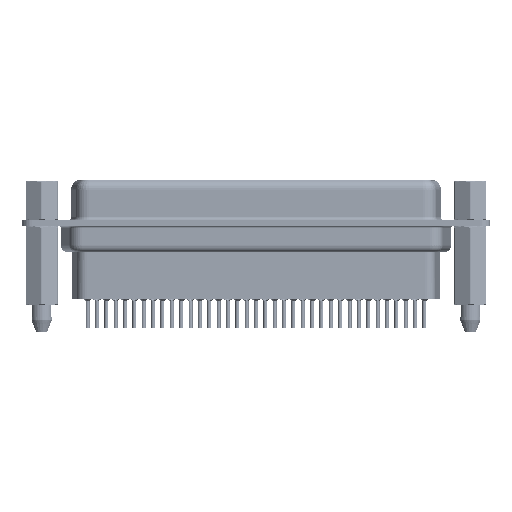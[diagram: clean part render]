
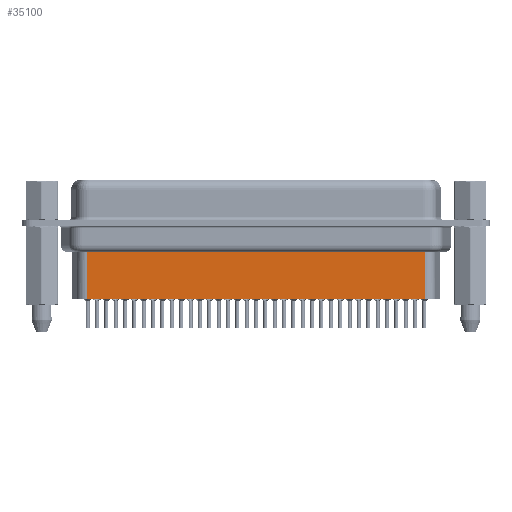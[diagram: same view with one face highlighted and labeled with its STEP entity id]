
A CAD part, front view. The second image highlights one B-rep face of the part: STEP entity #35100.
In plain terms, the highlighted planar face has unit normal (0, -1, 0).
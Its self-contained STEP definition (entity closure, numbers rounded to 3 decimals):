
#504 = CARTESIAN_POINT ( 'NONE',  ( 6.706, -3.5, -11.15 ) ) ;
#1161 = LINE ( 'NONE', #4315, #33025 ) ;
#1780 = LINE ( 'NONE', #19424, #7264 ) ;
#1988 = ORIENTED_EDGE ( 'NONE', *, *, #9377, .F. ) ;
#2702 = VERTEX_POINT ( 'NONE', #30083 ) ;
#2959 = AXIS2_PLACEMENT_3D ( 'NONE', #18122, #12433, #38611 ) ;
#4315 = CARTESIAN_POINT ( 'NONE',  ( 56.794, -3.5, -3.1 ) ) ;
#5330 = DIRECTION ( 'NONE',  ( -1., 0., 0. ) ) ;
#6188 = EDGE_LOOP ( 'NONE', ( #1988, #29839, #22889, #37118 ) ) ;
#6607 = VERTEX_POINT ( 'NONE', #20034 ) ;
#7264 = VECTOR ( 'NONE', #21968, 1000. ) ;
#8220 = CARTESIAN_POINT ( 'NONE',  ( 56.794, -3.5, -4.097 ) ) ;
#9377 = EDGE_CURVE ( 'NONE', #27242, #6607, #1161, .T. ) ;
#9811 = DIRECTION ( 'NONE',  ( -1., 0., 0. ) ) ;
#11430 = EDGE_CURVE ( 'NONE', #6607, #17331, #14121, .T. ) ;
#12168 = CARTESIAN_POINT ( 'NONE',  ( 6.459, -3.5, -4.097 ) ) ;
#12433 = DIRECTION ( 'NONE',  ( 0., -1., 0. ) ) ;
#13107 = DIRECTION ( 'NONE',  ( 0., 0., -1. ) ) ;
#14121 = LINE ( 'NONE', #37940, #17725 ) ;
#14907 = VECTOR ( 'NONE', #9811, 1000. ) ;
#17331 = VERTEX_POINT ( 'NONE', #504 ) ;
#17725 = VECTOR ( 'NONE', #5330, 1000. ) ;
#18122 = CARTESIAN_POINT ( 'NONE',  ( 6.706, -3.5, -3.1 ) ) ;
#18606 = EDGE_CURVE ( 'NONE', #27242, #2702, #36564, .T. ) ;
#19424 = CARTESIAN_POINT ( 'NONE',  ( 6.706, -3.5, -3.1 ) ) ;
#20034 = CARTESIAN_POINT ( 'NONE',  ( 56.794, -3.5, -11.15 ) ) ;
#21968 = DIRECTION ( 'NONE',  ( 0., 0., -1. ) ) ;
#22889 = ORIENTED_EDGE ( 'NONE', *, *, #33879, .T. ) ;
#27242 = VERTEX_POINT ( 'NONE', #8220 ) ;
#29839 = ORIENTED_EDGE ( 'NONE', *, *, #18606, .T. ) ;
#30083 = CARTESIAN_POINT ( 'NONE',  ( 6.706, -3.5, -4.097 ) ) ;
#32723 = PLANE ( 'NONE',  #2959 ) ;
#33025 = VECTOR ( 'NONE', #13107, 1000. ) ;
#33879 = EDGE_CURVE ( 'NONE', #2702, #17331, #1780, .T. ) ;
#35100 = ADVANCED_FACE ( 'NONE', ( #35862 ), #32723, .T. ) ;
#35862 = FACE_OUTER_BOUND ( 'NONE', #6188, .T. ) ;
#36564 = LINE ( 'NONE', #12168, #14907 ) ;
#37118 = ORIENTED_EDGE ( 'NONE', *, *, #11430, .F. ) ;
#37940 = CARTESIAN_POINT ( 'NONE',  ( 6.706, -3.5, -11.15 ) ) ;
#38611 = DIRECTION ( 'NONE',  ( 1., 0., 0. ) ) ;
